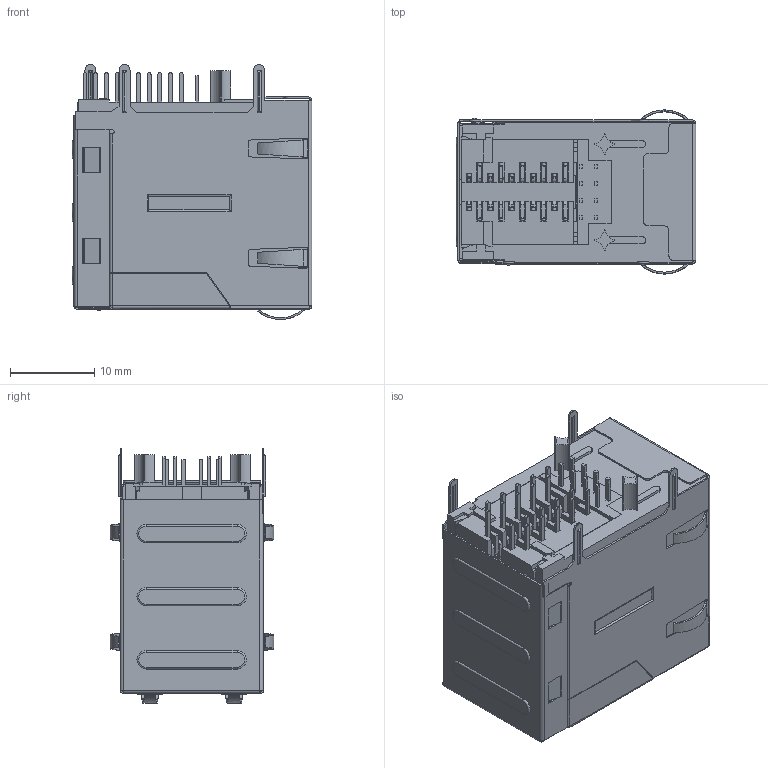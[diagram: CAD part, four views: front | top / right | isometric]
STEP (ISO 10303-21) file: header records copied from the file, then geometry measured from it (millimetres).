
FILE_DESCRIPTION( ( 'Unknown' ), '1' );
FILE_NAME( '7499151120.stp', 'Unknown', ( 'Unknown' ), ( 'Unknown' ), 'PSStep 18.0.17', 'Unknown', ' ' );
FILE_SCHEMA( ( 'AUTOMOTIVE_DESIGN { 1 0 10303 214 1 1 1 1 }' ) );
Length unit declared in the file: millimetre
Products named in the file (8): Assem1; platine double; contact; block; kappe; housing
Assembly tree (7 placements, depth 2):
  Assem1
    platine double
    platine double
    platine double
    contact
    block
    kappe
    housing
Bounding box: 28.5 x 19.49 x 30.3 mm (x, y, z)
Volume: 6667.5 mm3; surface area: 15861 mm2
Topology: 7 solids, 7 shells, 1870 faces, 5244 edges, 3392 vertices
Faces by surface type: plane 1410, cylinder 428, torus 16, extrusion 14, bspline 2
Full cylindrical faces by diameter (mm): 1.2 x4, 1.5 x4
Entity records: 75016 total; most frequent: CARTESIAN_POINT 11096, ORIENTED_EDGE 10472, DIRECTION 9698, EDGE_CURVE 5236, VECTOR 4266, LINE 4252, VERTEX_POINT 3392, AXIS2_PLACEMENT_3D 2716
